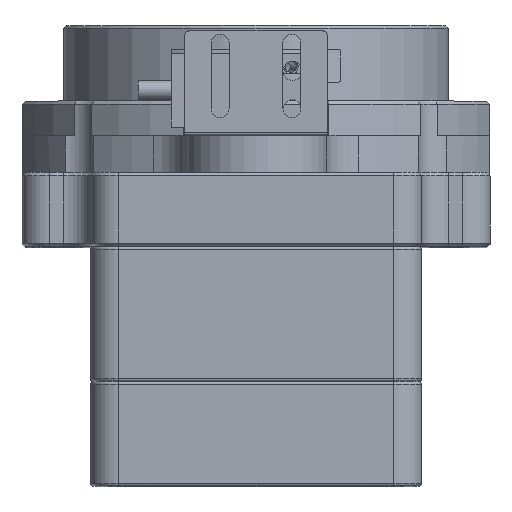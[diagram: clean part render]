
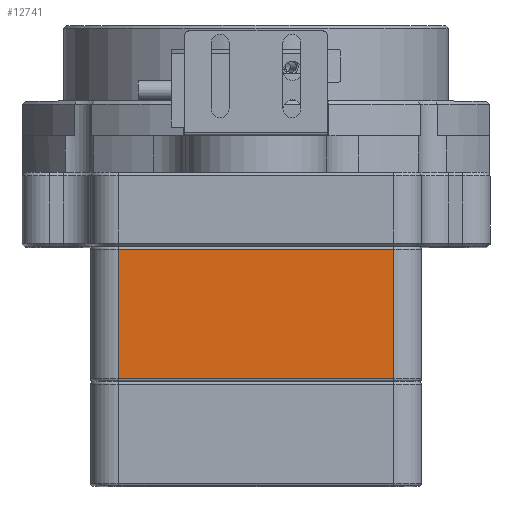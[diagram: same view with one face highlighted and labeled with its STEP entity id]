
A CAD part, top view. The second image highlights one B-rep face of the part: STEP entity #12741.
In plain terms, the highlighted planar face has unit normal (0, 0, 1).
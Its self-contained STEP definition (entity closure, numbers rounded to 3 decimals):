
#2693 = AXIS2_PLACEMENT_3D ( 'NONE', #16672, #16649, #16639 ) ;
#2805 = EDGE_CURVE ( 'NONE', #5650, #9929, #12080, .T. ) ;
#3785 = VERTEX_POINT ( 'NONE', #17879 ) ;
#5650 = VERTEX_POINT ( 'NONE', #23576 ) ;
#6880 = VECTOR ( 'NONE', #21699, 1000. ) ;
#9929 = VERTEX_POINT ( 'NONE', #22757 ) ;
#12046 = DIRECTION ( 'NONE',  ( 1., 0., 0. ) ) ;
#12074 = CARTESIAN_POINT ( 'NONE',  ( 30., -24., 73. ) ) ;
#12080 = LINE ( 'NONE', #12074, #28632 ) ;
#12193 = EDGE_CURVE ( 'NONE', #9929, #25388, #21726, .T. ) ;
#12741 = ADVANCED_FACE ( 'NONE', ( #16726 ), #16711, .T. ) ;
#12872 = EDGE_CURVE ( 'NONE', #3785, #5650, #14708, .T. ) ;
#14660 = DIRECTION ( 'NONE',  ( 0., -1., 0. ) ) ;
#14670 = CARTESIAN_POINT ( 'NONE',  ( -25., 0., 73. ) ) ;
#14708 = LINE ( 'NONE', #14670, #28446 ) ;
#16639 = DIRECTION ( 'NONE',  ( -1., 0., 0. ) ) ;
#16649 = DIRECTION ( 'NONE',  ( 0., 0., 1. ) ) ;
#16672 = CARTESIAN_POINT ( 'NONE',  ( 30., 0., 73. ) ) ;
#16711 = PLANE ( 'NONE',  #2693 ) ;
#16726 = FACE_OUTER_BOUND ( 'NONE', #16822, .T. ) ;
#16822 = EDGE_LOOP ( 'NONE', ( #31967, #32134, #32143, #32318 ) ) ;
#17879 = CARTESIAN_POINT ( 'NONE',  ( -25., -0.5, 73. ) ) ;
#21102 = DIRECTION ( 'NONE',  ( -1., 0., 0. ) ) ;
#21139 = CARTESIAN_POINT ( 'NONE',  ( -25., -0.5, 73. ) ) ;
#21153 = LINE ( 'NONE', #21139, #32031 ) ;
#21699 = DIRECTION ( 'NONE',  ( 0., 1., 0. ) ) ;
#21709 = CARTESIAN_POINT ( 'NONE',  ( 25., 0., 73. ) ) ;
#21726 = LINE ( 'NONE', #21709, #6880 ) ;
#22757 = CARTESIAN_POINT ( 'NONE',  ( 25., -24., 73. ) ) ;
#23576 = CARTESIAN_POINT ( 'NONE',  ( -25., -24., 73. ) ) ;
#24149 = CARTESIAN_POINT ( 'NONE',  ( 25., -0.5, 73. ) ) ;
#25388 = VERTEX_POINT ( 'NONE', #24149 ) ;
#25811 = EDGE_CURVE ( 'NONE', #25388, #3785, #21153, .T. ) ;
#28446 = VECTOR ( 'NONE', #14660, 1000. ) ;
#28632 = VECTOR ( 'NONE', #12046, 1000. ) ;
#31967 = ORIENTED_EDGE ( 'NONE', *, *, #12193, .T. ) ;
#32031 = VECTOR ( 'NONE', #21102, 1000. ) ;
#32134 = ORIENTED_EDGE ( 'NONE', *, *, #25811, .T. ) ;
#32143 = ORIENTED_EDGE ( 'NONE', *, *, #12872, .T. ) ;
#32318 = ORIENTED_EDGE ( 'NONE', *, *, #2805, .T. ) ;
